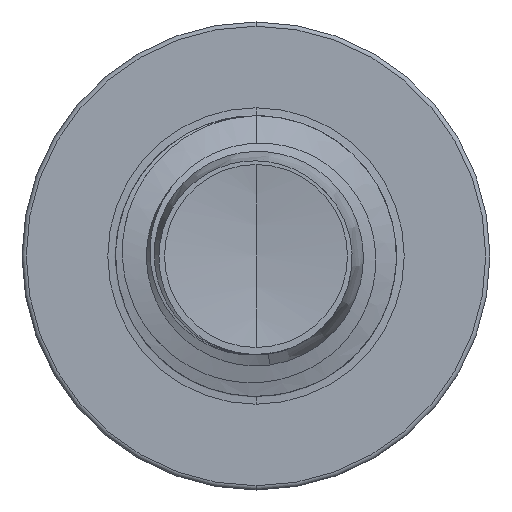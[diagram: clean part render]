
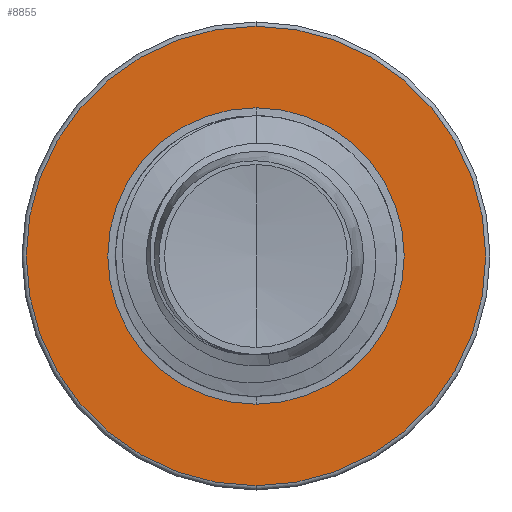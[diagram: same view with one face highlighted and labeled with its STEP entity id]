
A CAD part, front view. The second image highlights one B-rep face of the part: STEP entity #8855.
In plain terms, the highlighted planar face has unit normal (0, -1, 0).
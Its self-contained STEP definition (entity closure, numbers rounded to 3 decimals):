
#9 = CARTESIAN_POINT ( 'NONE',  ( 0., 10., 0. ) ) ;
#193 = VERTEX_POINT ( 'NONE', #5626 ) ;
#507 = FACE_OUTER_BOUND ( 'NONE', #21773, .T. ) ;
#1087 = CARTESIAN_POINT ( 'NONE',  ( 0., 10., 0. ) ) ;
#1913 = DIRECTION ( 'NONE',  ( 0., 0., 1. ) ) ;
#2213 = AXIS2_PLACEMENT_3D ( 'NONE', #6528, #10266, #23370 ) ;
#3006 = DIRECTION ( 'NONE',  ( 0., 0., 1. ) ) ;
#3349 = EDGE_CURVE ( 'NONE', #23800, #14714, #13434, .T. ) ;
#3815 = CIRCLE ( 'NONE', #4922, 2.375 ) ;
#4478 = ORIENTED_EDGE ( 'NONE', *, *, #8038, .F. ) ;
#4922 = AXIS2_PLACEMENT_3D ( 'NONE', #10432, #23539, #12329 ) ;
#5251 = AXIS2_PLACEMENT_3D ( 'NONE', #9, #13148, #1913 ) ;
#5626 = CARTESIAN_POINT ( 'NONE',  ( 0., 10., 2.375 ) ) ;
#6204 = EDGE_CURVE ( 'NONE', #15978, #193, #3815, .T. ) ;
#6528 = CARTESIAN_POINT ( 'NONE',  ( 0., 10., -2.375 ) ) ;
#7272 = CARTESIAN_POINT ( 'NONE',  ( 0., 10., 3.683 ) ) ;
#7940 = AXIS2_PLACEMENT_3D ( 'NONE', #21274, #10055, #23158 ) ;
#7957 = ORIENTED_EDGE ( 'NONE', *, *, #3349, .F. ) ;
#8038 = EDGE_CURVE ( 'NONE', #14714, #23800, #13439, .T. ) ;
#8425 = CIRCLE ( 'NONE', #10085, 2.375 ) ;
#8855 = ADVANCED_FACE ( 'NONE', ( #507, #20470 ), #21479, .F. ) ;
#10055 = DIRECTION ( 'NONE',  ( 0., 1., 0. ) ) ;
#10085 = AXIS2_PLACEMENT_3D ( 'NONE', #1087, #14224, #3006 ) ;
#10266 = DIRECTION ( 'NONE',  ( 0., 1., 0. ) ) ;
#10432 = CARTESIAN_POINT ( 'NONE',  ( 0., 10., 0. ) ) ;
#11032 = EDGE_CURVE ( 'NONE', #193, #15978, #8425, .T. ) ;
#11282 = ORIENTED_EDGE ( 'NONE', *, *, #11032, .T. ) ;
#12329 = DIRECTION ( 'NONE',  ( 0., 0., 1. ) ) ;
#13148 = DIRECTION ( 'NONE',  ( 0., 1., 0. ) ) ;
#13434 = CIRCLE ( 'NONE', #7940, 3.683 ) ;
#13439 = CIRCLE ( 'NONE', #5251, 3.683 ) ;
#14224 = DIRECTION ( 'NONE',  ( 0., 1., 0. ) ) ;
#14393 = CARTESIAN_POINT ( 'NONE',  ( 0., 10., -2.375 ) ) ;
#14714 = VERTEX_POINT ( 'NONE', #20378 ) ;
#14749 = ORIENTED_EDGE ( 'NONE', *, *, #6204, .T. ) ;
#15978 = VERTEX_POINT ( 'NONE', #14393 ) ;
#19116 = EDGE_LOOP ( 'NONE', ( #11282, #14749 ) ) ;
#20378 = CARTESIAN_POINT ( 'NONE',  ( 0., 10., -3.682 ) ) ;
#20470 = FACE_BOUND ( 'NONE', #19116, .T. ) ;
#21274 = CARTESIAN_POINT ( 'NONE',  ( 0., 10., 0. ) ) ;
#21479 = PLANE ( 'NONE',  #2213 ) ;
#21773 = EDGE_LOOP ( 'NONE', ( #7957, #4478 ) ) ;
#23158 = DIRECTION ( 'NONE',  ( 0., 0., 1. ) ) ;
#23370 = DIRECTION ( 'NONE',  ( 0., 0., 1. ) ) ;
#23539 = DIRECTION ( 'NONE',  ( 0., 1., 0. ) ) ;
#23800 = VERTEX_POINT ( 'NONE', #7272 ) ;
